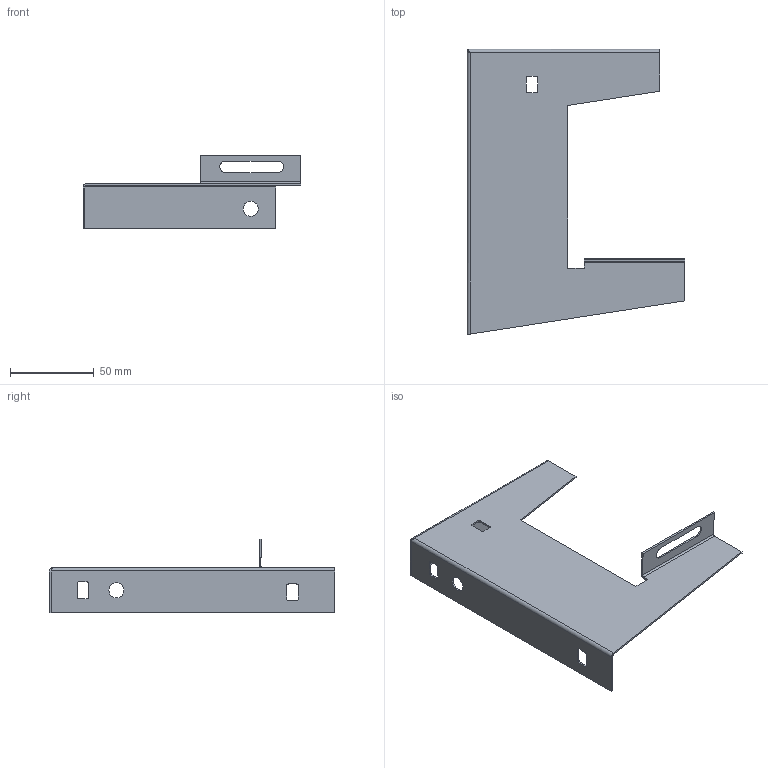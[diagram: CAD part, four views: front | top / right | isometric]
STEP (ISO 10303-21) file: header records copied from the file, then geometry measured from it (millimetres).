
FILE_DESCRIPTION (( 'STEP AP214' ), '1' );
FILE_NAME ('6363700.STP', '2021-01-07T14:46:49', ( '' ), ( '' ), 'SwSTEP 2.0', 'SolidWorks 2020', '' );
FILE_SCHEMA (( 'AUTOMOTIVE_DESIGN' ));
Length unit declared in the file: millimetre
Products named in the file (1): 6363700
Bounding box: 130 x 170.13 x 44.03 mm (x, y, z)
Volume: 21202.1 mm3; surface area: 43474.5 mm2
Topology: 1 solids, 1 shells, 68 faces, 174 edges, 108 vertices
Faces by surface type: plane 41, cylinder 24, bspline 3
Entity records: 2677 total; most frequent: CARTESIAN_POINT 489, ORIENTED_EDGE 348, DIRECTION 337, EDGE_CURVE 174, VECTOR 121, LINE 121, VERTEX_POINT 108, AXIS2_PLACEMENT_3D 108
